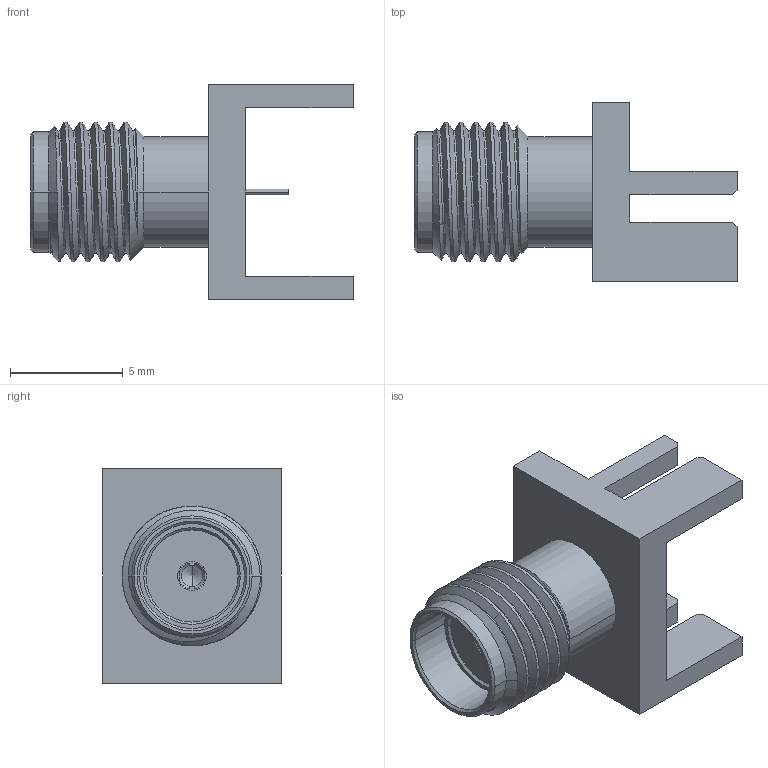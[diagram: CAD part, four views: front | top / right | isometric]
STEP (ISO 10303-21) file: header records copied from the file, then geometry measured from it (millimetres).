
FILE_DESCRIPTION((''),'2;1');
FILE_NAME('901-10044-6RFX_SW0001','2020-02-13T',('Lokesh'),(''),'CREO PARAMETRIC BY PTC INC, 2018360','CREO PARAMETRIC BY PTC INC, 2018360','');
FILE_SCHEMA(('CONFIG_CONTROL_DESIGN'));
Length unit declared in the file: millimetre
Products named in the file (1): 901-10044-6RFX_SW0001
Bounding box: 14.27 x 7.92 x 9.52 mm (x, y, z)
Volume: 304.6 mm3; surface area: 539.2 mm2
Topology: 1 solids, 1 shells, 84 faces, 214 edges, 135 vertices
Faces by surface type: plane 36, cylinder 25, cone 14, bspline 9
Entity records: 5146 total; most frequent: CARTESIAN_POINT 3151, ORIENTED_EDGE 424, DIRECTION 372, EDGE_CURVE 212, VERTEX_POINT 135, VECTOR 124, LINE 124, AXIS2_PLACEMENT_3D 124
